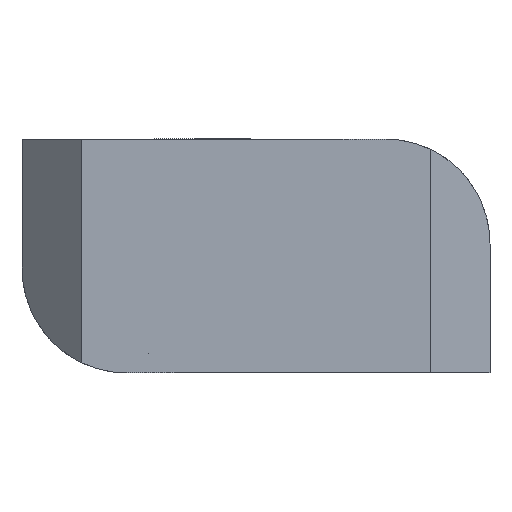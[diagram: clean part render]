
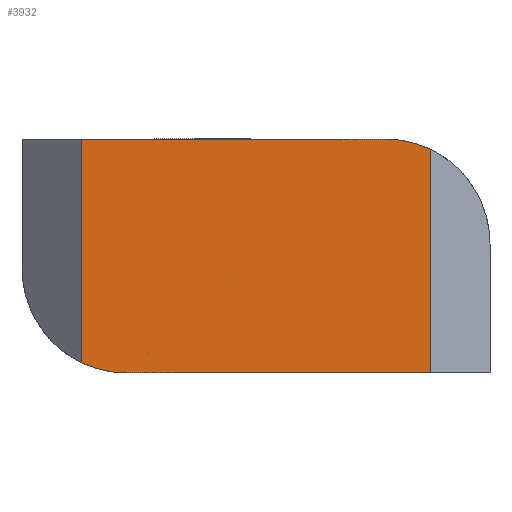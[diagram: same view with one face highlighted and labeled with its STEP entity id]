
A CAD part, front view. The second image highlights one B-rep face of the part: STEP entity #3932.
In plain terms, the highlighted planar face has unit normal (0, -1, 0).
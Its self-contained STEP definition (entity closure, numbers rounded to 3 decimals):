
#175 = PLANE ( 'NONE',  #2260 ) ;
#180 = ORIENTED_EDGE ( 'NONE', *, *, #439, .T. ) ;
#309 = VERTEX_POINT ( 'NONE', #3820 ) ;
#333 = ORIENTED_EDGE ( 'NONE', *, *, #3327, .F. ) ;
#439 = EDGE_CURVE ( 'NONE', #3925, #5795, #529, .T. ) ;
#454 = ORIENTED_EDGE ( 'NONE', *, *, #4450, .T. ) ;
#529 = CIRCLE ( 'NONE', #2966, 3.5 ) ;
#637 = DIRECTION ( 'NONE',  ( 0., 1., 0. ) ) ;
#654 = ORIENTED_EDGE ( 'NONE', *, *, #4362, .T. ) ;
#659 = EDGE_LOOP ( 'NONE', ( #3822, #1614, #180, #333, #454, #654 ) ) ;
#739 = DIRECTION ( 'NONE',  ( 0., -1., 0. ) ) ;
#1063 = DIRECTION ( 'NONE',  ( 0., 0., -1. ) ) ;
#1090 = CARTESIAN_POINT ( 'NONE',  ( -4.3, -4.5, -0.4 ) ) ;
#1094 = CARTESIAN_POINT ( 'NONE',  ( 5.8, -4.5, 3.9 ) ) ;
#1145 = VECTOR ( 'NONE', #3693, 1000. ) ;
#1524 = CARTESIAN_POINT ( 'NONE',  ( -5.8, -4.5, 3.9 ) ) ;
#1553 = DIRECTION ( 'NONE',  ( 0., 0., 1. ) ) ;
#1614 = ORIENTED_EDGE ( 'NONE', *, *, #4235, .F. ) ;
#1800 = CARTESIAN_POINT ( 'NONE',  ( 5.8, -4.5, 3.9 ) ) ;
#1863 = CARTESIAN_POINT ( 'NONE',  ( 5.8, -4.5, -3.9 ) ) ;
#2038 = CARTESIAN_POINT ( 'NONE',  ( 5.8, -4.5, 3.562 ) ) ;
#2212 = EDGE_CURVE ( 'NONE', #4518, #3606, #4430, .T. ) ;
#2260 = AXIS2_PLACEMENT_3D ( 'NONE', #1094, #637, #3892 ) ;
#2572 = DIRECTION ( 'NONE',  ( 1., 0., 0. ) ) ;
#2849 = CARTESIAN_POINT ( 'NONE',  ( 5.8, -4.5, -3.9 ) ) ;
#2966 = AXIS2_PLACEMENT_3D ( 'NONE', #3529, #739, #3989 ) ;
#3046 = CARTESIAN_POINT ( 'NONE',  ( 5.8, -4.5, 3.9 ) ) ;
#3145 = LINE ( 'NONE', #3046, #4619 ) ;
#3327 = EDGE_CURVE ( 'NONE', #309, #5795, #3145, .T. ) ;
#3416 = VERTEX_POINT ( 'NONE', #3580 ) ;
#3529 = CARTESIAN_POINT ( 'NONE',  ( 4.3, -4.5, 0.4 ) ) ;
#3580 = CARTESIAN_POINT ( 'NONE',  ( -5.8, -4.5, -3.562 ) ) ;
#3606 = VERTEX_POINT ( 'NONE', #2849 ) ;
#3693 = DIRECTION ( 'NONE',  ( 0., 0., -1. ) ) ;
#3820 = CARTESIAN_POINT ( 'NONE',  ( -5.8, -4.5, 3.9 ) ) ;
#3822 = ORIENTED_EDGE ( 'NONE', *, *, #2212, .T. ) ;
#3824 = LINE ( 'NONE', #1524, #4253 ) ;
#3892 = DIRECTION ( 'NONE',  ( 0., 0., 1. ) ) ;
#3925 = VERTEX_POINT ( 'NONE', #2038 ) ;
#3932 = ADVANCED_FACE ( 'NONE', ( #5880 ), #175, .F. ) ;
#3989 = DIRECTION ( 'NONE',  ( 0., 0., 1. ) ) ;
#4153 = DIRECTION ( 'NONE',  ( 1., 0., 0. ) ) ;
#4235 = EDGE_CURVE ( 'NONE', #3925, #3606, #4273, .T. ) ;
#4253 = VECTOR ( 'NONE', #1063, 1000. ) ;
#4273 = LINE ( 'NONE', #1800, #1145 ) ;
#4317 = DIRECTION ( 'NONE',  ( 0., -1., 0. ) ) ;
#4362 = EDGE_CURVE ( 'NONE', #3416, #4518, #4912, .T. ) ;
#4430 = LINE ( 'NONE', #1863, #4455 ) ;
#4450 = EDGE_CURVE ( 'NONE', #309, #3416, #3824, .T. ) ;
#4455 = VECTOR ( 'NONE', #4153, 1000. ) ;
#4518 = VERTEX_POINT ( 'NONE', #4790 ) ;
#4619 = VECTOR ( 'NONE', #2572, 1000. ) ;
#4790 = CARTESIAN_POINT ( 'NONE',  ( -4.3, -4.5, -3.9 ) ) ;
#4912 = CIRCLE ( 'NONE', #5471, 3.5 ) ;
#5224 = CARTESIAN_POINT ( 'NONE',  ( 4.3, -4.5, 3.9 ) ) ;
#5471 = AXIS2_PLACEMENT_3D ( 'NONE', #1090, #4317, #1553 ) ;
#5795 = VERTEX_POINT ( 'NONE', #5224 ) ;
#5880 = FACE_OUTER_BOUND ( 'NONE', #659, .T. ) ;
